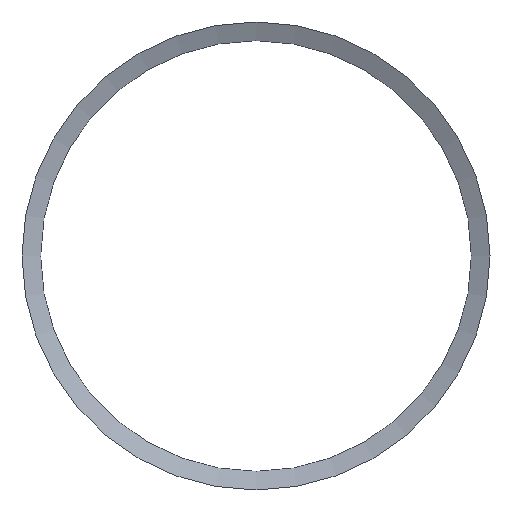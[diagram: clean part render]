
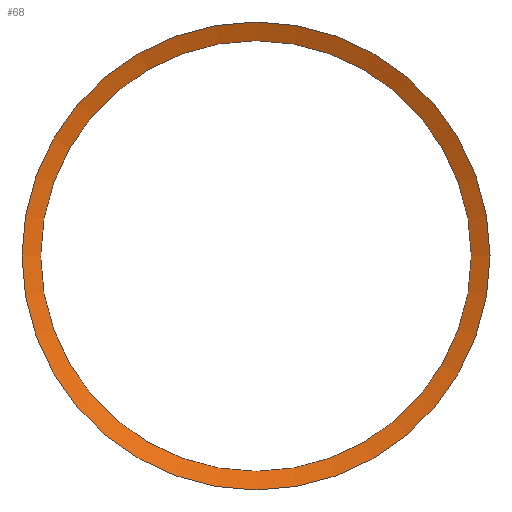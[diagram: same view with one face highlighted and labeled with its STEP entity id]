
A CAD part, left-side view. The second image highlights one B-rep face of the part: STEP entity #68.
In plain terms, the highlighted conical face has half-angle 68.708 degrees and reference radius 144 mm.
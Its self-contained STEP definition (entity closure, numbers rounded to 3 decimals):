
#15=CONICAL_SURFACE('',#88,144.,1.199);
#18=FACE_OUTER_BOUND('',#22,.T.);
#22=EDGE_LOOP('',(#53,#54,#55,#56));
#26=LINE('',#124,#30);
#30=VECTOR('',#104,144.);
#34=CIRCLE('',#87,138.);
#35=CIRCLE('',#89,150.);
#38=VERTEX_POINT('',#119);
#39=VERTEX_POINT('',#123);
#43=EDGE_CURVE('',#38,#38,#34,.T.);
#44=EDGE_CURVE('',#38,#39,#26,.T.);
#45=EDGE_CURVE('',#39,#39,#35,.T.);
#53=ORIENTED_EDGE('',*,*,#43,.T.);
#54=ORIENTED_EDGE('',*,*,#44,.T.);
#55=ORIENTED_EDGE('',*,*,#45,.F.);
#56=ORIENTED_EDGE('',*,*,#44,.F.);
#68=ADVANCED_FACE('',(#18),#15,.F.);
#87=AXIS2_PLACEMENT_3D('',#121,#100,#101);
#88=AXIS2_PLACEMENT_3D('',#122,#102,#103);
#89=AXIS2_PLACEMENT_3D('',#125,#105,#106);
#100=DIRECTION('center_axis',(1.,0.,0.));
#101=DIRECTION('ref_axis',(0.,1.,0.));
#102=DIRECTION('center_axis',(-1.,0.,0.));
#103=DIRECTION('ref_axis',(0.,0.,1.));
#104=DIRECTION('',(-0.363,0.,-0.932));
#105=DIRECTION('center_axis',(1.,0.,0.));
#106=DIRECTION('ref_axis',(0.,1.,0.));
#119=CARTESIAN_POINT('',(-5.323,0.,-138.));
#121=CARTESIAN_POINT('Origin',(-5.323,0.,0.));
#122=CARTESIAN_POINT('Origin',(-7.662,0.,0.));
#123=CARTESIAN_POINT('',(-10.,0.,-150.));
#124=CARTESIAN_POINT('',(-7.662,0.,-144.));
#125=CARTESIAN_POINT('Origin',(-10.,0.,0.));
